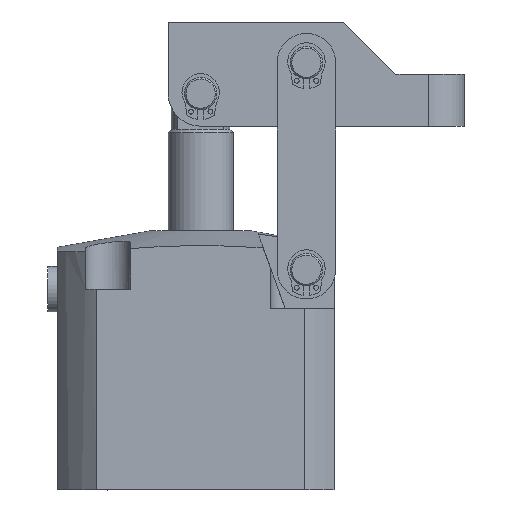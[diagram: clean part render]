
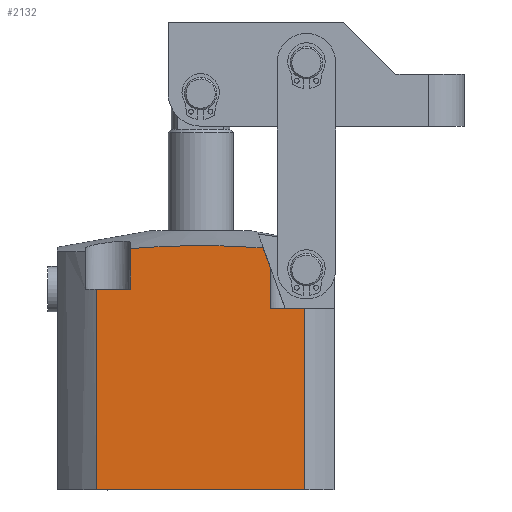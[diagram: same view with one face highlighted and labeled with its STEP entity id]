
A CAD part, front view. The second image highlights one B-rep face of the part: STEP entity #2132.
In plain terms, the highlighted planar face has unit normal (0, -1, 0).
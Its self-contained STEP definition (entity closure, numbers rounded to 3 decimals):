
#141 = B_SPLINE_CURVE_WITH_KNOTS ( 'NONE', 3,
 ( #6296, #6350, #6287, #6286, #6285, #6284, #6283, #6282, #6281, #6280 ),
 .UNSPECIFIED., .F., .F.,
 ( 4, 2, 2, 2, 4 ),
 ( 0.122, 0.132, 0.142, 0.153, 0.163 ),
 .UNSPECIFIED. ) ;
#286 = CARTESIAN_POINT ( 'NONE',  ( 19.208, -41., 24.661 ) ) ;
#423 = CARTESIAN_POINT ( 'NONE',  ( -21.5, -41., 24.482 ) ) ;
#875 = ORIENTED_EDGE ( 'NONE', *, *, #5010, .F. ) ;
#920 = ORIENTED_EDGE ( 'NONE', *, *, #5020, .F. ) ;
#1212 = EDGE_LOOP ( 'NONE', ( #7355, #8186, #7337, #920, #8494, #8547, #8512, #875, #8231 ) ) ;
#1424 = CARTESIAN_POINT ( 'NONE',  ( 31.984, -41., -49.7 ) ) ;
#1432 = CARTESIAN_POINT ( 'NONE',  ( 21.5, -41., 18.364 ) ) ;
#1509 = VERTEX_POINT ( 'NONE', #1432 ) ;
#1517 = VERTEX_POINT ( 'NONE', #1424 ) ;
#2132 = ADVANCED_FACE ( 'NONE', ( #6999 ), #3375, .F. ) ;
#2287 = VERTEX_POINT ( 'NONE', #9049 ) ;
#2354 = VERTEX_POINT ( 'NONE', #6621 ) ;
#2360 = VERTEX_POINT ( 'NONE', #6615 ) ;
#3120 = AXIS2_PLACEMENT_3D ( 'NONE', #3373, #3377, #3378 ) ;
#3373 = CARTESIAN_POINT ( 'NONE',  ( 0., -41., 30. ) ) ;
#3375 = PLANE ( 'NONE',  #3120 ) ;
#3377 = DIRECTION ( 'NONE',  ( 0., 1., 0. ) ) ;
#3378 = DIRECTION ( 'NONE',  ( 0., 0., 1. ) ) ;
#3611 = DIRECTION ( 'NONE',  ( -1., 0., 0. ) ) ;
#3612 = CARTESIAN_POINT ( 'NONE',  ( 0., -41., 12. ) ) ;
#3679 = DIRECTION ( 'NONE',  ( -1., 0., 0. ) ) ;
#3680 = CARTESIAN_POINT ( 'NONE',  ( 0., -41., 6. ) ) ;
#3684 = DIRECTION ( 'NONE',  ( 0., 0., 1. ) ) ;
#3693 = CARTESIAN_POINT ( 'NONE',  ( -21.5, -41., 12. ) ) ;
#3698 = DIRECTION ( 'NONE',  ( 0., 0., 1. ) ) ;
#3702 = DIRECTION ( 'NONE',  ( -0.342, 0., 0.94 ) ) ;
#3703 = CARTESIAN_POINT ( 'NONE',  ( 21.5, -41., 6. ) ) ;
#3704 = DIRECTION ( 'NONE',  ( 0., 0., -1. ) ) ;
#3709 = CARTESIAN_POINT ( 'NONE',  ( 15.245, -41., 35.549 ) ) ;
#3711 = CARTESIAN_POINT ( 'NONE',  ( 31.984, -41., 30. ) ) ;
#4939 = VERTEX_POINT ( 'NONE', #6412 ) ;
#4962 = VERTEX_POINT ( 'NONE', #6369 ) ;
#5010 = EDGE_CURVE ( 'NONE', #2354, #1517, #7060, .T. ) ;
#5011 = EDGE_CURVE ( 'NONE', #1509, #6793, #7064, .T. ) ;
#5013 = EDGE_CURVE ( 'NONE', #2360, #1509, #7068, .T. ) ;
#5020 = EDGE_CURVE ( 'NONE', #2287, #6759, #7078, .T. ) ;
#5023 = EDGE_CURVE ( 'NONE', #2354, #2360, #7086, .T. ) ;
#5047 = EDGE_CURVE ( 'NONE', #2287, #4939, #7118, .T. ) ;
#5123 = EDGE_CURVE ( 'NONE', #6793, #6759, #141, .T. ) ;
#5187 = EDGE_CURVE ( 'NONE', #1517, #4962, #5575, .T. ) ;
#5386 = EDGE_CURVE ( 'NONE', #4939, #4962, #5863, .T. ) ;
#5575 = LINE ( 'NONE', #7925, #5576 ) ;
#5576 = VECTOR ( 'NONE', #7923, 1000. ) ;
#5863 = LINE ( 'NONE', #9481, #5866 ) ;
#5866 = VECTOR ( 'NONE', #9480, 1000. ) ;
#6280 = CARTESIAN_POINT ( 'NONE',  ( -21.5, -41., 24.482 ) ) ;
#6281 = CARTESIAN_POINT ( 'NONE',  ( -18.107, -41., 24.76 ) ) ;
#6282 = CARTESIAN_POINT ( 'NONE',  ( -14.715, -41., 24.986 ) ) ;
#6283 = CARTESIAN_POINT ( 'NONE',  ( -7.93, -41., 25.304 ) ) ;
#6284 = CARTESIAN_POINT ( 'NONE',  ( -4.538, -41., 25.396 ) ) ;
#6285 = CARTESIAN_POINT ( 'NONE',  ( 2.247, -41., 25.429 ) ) ;
#6286 = CARTESIAN_POINT ( 'NONE',  ( 5.639, -41., 25.371 ) ) ;
#6287 = CARTESIAN_POINT ( 'NONE',  ( 12.424, -41., 25.114 ) ) ;
#6296 = CARTESIAN_POINT ( 'NONE',  ( 19.208, -41., 24.661 ) ) ;
#6350 = CARTESIAN_POINT ( 'NONE',  ( 15.816, -41., 24.915 ) ) ;
#6369 = CARTESIAN_POINT ( 'NONE',  ( -31.984, -41., -49.7 ) ) ;
#6412 = CARTESIAN_POINT ( 'NONE',  ( -31.984, -41., 12. ) ) ;
#6615 = CARTESIAN_POINT ( 'NONE',  ( 21.5, -41., 6. ) ) ;
#6621 = CARTESIAN_POINT ( 'NONE',  ( 31.984, -41., 6. ) ) ;
#6759 = VERTEX_POINT ( 'NONE', #423 ) ;
#6793 = VERTEX_POINT ( 'NONE', #286 ) ;
#6999 = FACE_OUTER_BOUND ( 'NONE', #1212, .T. ) ;
#7060 = LINE ( 'NONE', #3711, #7067 ) ;
#7064 = LINE ( 'NONE', #3709, #7069 ) ;
#7067 = VECTOR ( 'NONE', #3704, 1000. ) ;
#7068 = LINE ( 'NONE', #3703, #7073 ) ;
#7069 = VECTOR ( 'NONE', #3702, 1000. ) ;
#7073 = VECTOR ( 'NONE', #3698, 1000. ) ;
#7078 = LINE ( 'NONE', #3693, #7083 ) ;
#7083 = VECTOR ( 'NONE', #3684, 1000. ) ;
#7086 = LINE ( 'NONE', #3680, #7089 ) ;
#7089 = VECTOR ( 'NONE', #3679, 1000. ) ;
#7118 = LINE ( 'NONE', #3612, #7122 ) ;
#7122 = VECTOR ( 'NONE', #3611, 1000. ) ;
#7337 = ORIENTED_EDGE ( 'NONE', *, *, #5123, .T. ) ;
#7355 = ORIENTED_EDGE ( 'NONE', *, *, #5013, .T. ) ;
#7923 = DIRECTION ( 'NONE',  ( -1., 0., 0. ) ) ;
#7925 = CARTESIAN_POINT ( 'NONE',  ( 31.984, -41., -49.7 ) ) ;
#8186 = ORIENTED_EDGE ( 'NONE', *, *, #5011, .T. ) ;
#8231 = ORIENTED_EDGE ( 'NONE', *, *, #5023, .T. ) ;
#8494 = ORIENTED_EDGE ( 'NONE', *, *, #5047, .T. ) ;
#8512 = ORIENTED_EDGE ( 'NONE', *, *, #5187, .F. ) ;
#8547 = ORIENTED_EDGE ( 'NONE', *, *, #5386, .T. ) ;
#9049 = CARTESIAN_POINT ( 'NONE',  ( -21.5, -41., 12. ) ) ;
#9480 = DIRECTION ( 'NONE',  ( 0., 0., -1. ) ) ;
#9481 = CARTESIAN_POINT ( 'NONE',  ( -31.984, -41., 30. ) ) ;
